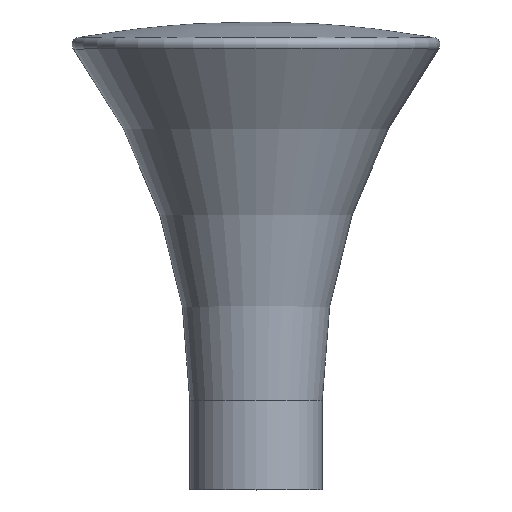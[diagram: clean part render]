
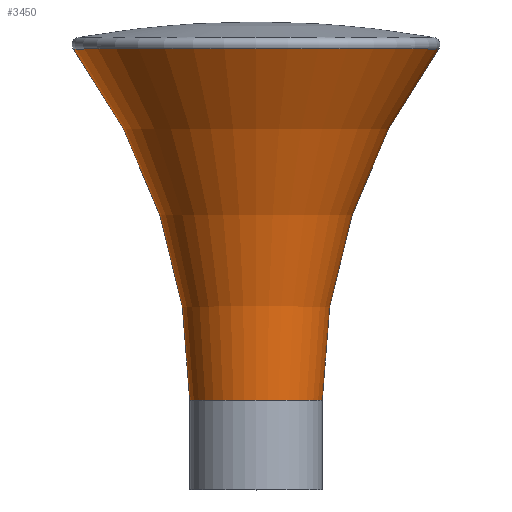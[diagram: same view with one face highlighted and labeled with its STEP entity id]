
A CAD part, top view. The second image highlights one B-rep face of the part: STEP entity #3450.
In plain terms, the highlighted toroidal (fillet/blend) face has major radius 44.5 mm and minor radius 40 mm.
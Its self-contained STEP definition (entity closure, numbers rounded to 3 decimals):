
#60=CARTESIAN_POINT('',(44.5,6.09,0.));
#70=DIRECTION('',(0.,0.,-1.));
#80=DIRECTION('',(-1.,0.,0.));
#90=AXIS2_PLACEMENT_3D('',#60,#70,#80);
#100=CIRCLE('',#90,40.);
#110=CARTESIAN_POINT('',(4.5,6.09,0.));
#120=VERTEX_POINT('',#110);
#130=CARTESIAN_POINT('',(12.401,29.958,0.));
#140=VERTEX_POINT('',#130);
#150=EDGE_CURVE('',#120,#140,#100,.T.);
#170=CARTESIAN_POINT('',(0.,29.958,0.));
#180=DIRECTION('',(0.,1.,0.));
#190=DIRECTION('',(-1.,0.,0.));
#200=AXIS2_PLACEMENT_3D('',#170,#180,#190);
#210=CIRCLE('',#200,12.401);
#220=CARTESIAN_POINT('',(-12.401,29.958,0.));
#230=VERTEX_POINT('',#220);
#260=CARTESIAN_POINT('',(-44.5,6.09,0.));
#270=DIRECTION('',(0.,0.,1.));
#280=DIRECTION('',(1.,0.,0.));
#290=AXIS2_PLACEMENT_3D('',#260,#270,#280);
#300=CIRCLE('',#290,40.);
#310=CARTESIAN_POINT('',(-4.5,6.09,0.));
#320=VERTEX_POINT('',#310);
#330=EDGE_CURVE('',#320,#230,#300,.T.);
#350=CARTESIAN_POINT('',(0.,6.09,0.));
#360=DIRECTION('',(0.,1.,0.));
#370=DIRECTION('',(-1.,0.,0.));
#380=AXIS2_PLACEMENT_3D('',#350,#360,#370);
#390=CIRCLE('',#380,4.5);
#2940=EDGE_CURVE('',#320,#120,#390,.T.);
#3330=CARTESIAN_POINT('',(0.,6.09,0.));
#3340=DIRECTION('',(0.,1.,0.));
#3350=DIRECTION('',(-1.,0.,0.));
#3360=AXIS2_PLACEMENT_3D('',#3330,#3340,#3350);
#3370=TOROIDAL_SURFACE('',#3360,44.5,40.);
#3380=EDGE_CURVE('',#230,#140,#210,.T.);
#3390=ORIENTED_EDGE('',*,*,#3380,.F.);
#3400=ORIENTED_EDGE('',*,*,#150,.T.);
#3410=ORIENTED_EDGE('',*,*,#2940,.T.);
#3420=ORIENTED_EDGE('',*,*,#330,.F.);
#3430=EDGE_LOOP('',(#3420,#3410,#3400,#3390));
#3440=FACE_OUTER_BOUND('',#3430,.T.);
#3450=ADVANCED_FACE('',(#3440),#3370,.F.);
